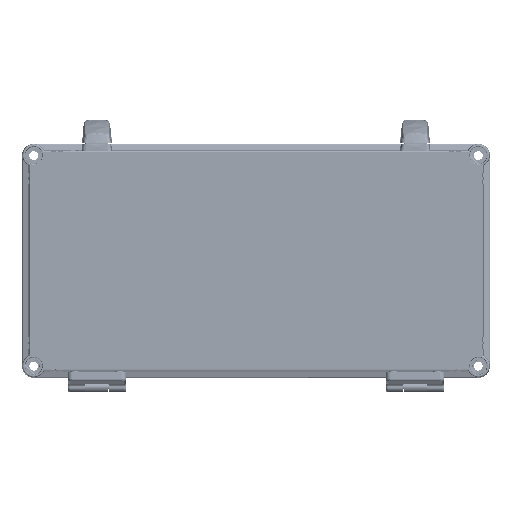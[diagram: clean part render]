
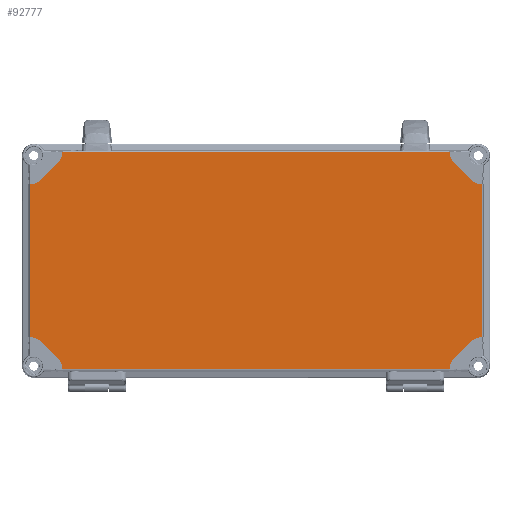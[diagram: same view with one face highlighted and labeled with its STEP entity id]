
A CAD part, top view. The second image highlights one B-rep face of the part: STEP entity #92777.
In plain terms, the highlighted planar face has unit normal (0, 0, 1).
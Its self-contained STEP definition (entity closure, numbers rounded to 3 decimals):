
#78564=CARTESIAN_POINT('',(-179.346,-93.3,30.));
#78565=DIRECTION('',(0.,0.,1.));
#78566=DIRECTION('',(0.999,0.032,0.));
#78567=AXIS2_PLACEMENT_3D('',#78564,#78565,#78566);
#78572=DIRECTION('',(-0.707,0.707,0.));
#78573=VECTOR('',#78572,19.734);
#78574=CARTESIAN_POINT('',(-169.447,-83.401,30.));
#78575=LINE('',#78574,#78573);
#78579=CARTESIAN_POINT('',(-193.3,-79.346,30.));
#78580=DIRECTION('',(0.,0.,1.));
#78581=DIRECTION('',(0.707,0.707,0.));
#78582=AXIS2_PLACEMENT_3D('',#78579,#78580,#78581);
#78587=CARTESIAN_POINT('',(-193.3,79.346,30.));
#78588=DIRECTION('',(0.,0.,1.));
#78589=DIRECTION('',(0.032,-0.999,0.));
#78590=AXIS2_PLACEMENT_3D('',#78587,#78588,#78589);
#78595=DIRECTION('',(0.707,0.707,0.));
#78596=VECTOR('',#78595,19.734);
#78597=CARTESIAN_POINT('',(-183.401,69.447,30.));
#78598=LINE('',#78597,#78596);
#78602=CARTESIAN_POINT('',(-179.346,93.3,30.));
#78603=DIRECTION('',(0.,0.,1.));
#78604=DIRECTION('',(0.707,-0.707,0.));
#78605=AXIS2_PLACEMENT_3D('',#78602,#78603,#78604);
#78610=DIRECTION('',(1.,0.,0.));
#78611=VECTOR('',#78610,330.707);
#78612=CARTESIAN_POINT('',(-165.353,92.851,30.));
#78613=LINE('',#78612,#78611);
#78617=CARTESIAN_POINT('',(179.346,93.3,30.));
#78618=DIRECTION('',(0.,0.,1.));
#78619=DIRECTION('',(-0.999,-0.032,0.));
#78620=AXIS2_PLACEMENT_3D('',#78617,#78618,#78619);
#78625=DIRECTION('',(0.707,-0.707,0.));
#78626=VECTOR('',#78625,19.734);
#78627=CARTESIAN_POINT('',(169.447,83.401,30.));
#78628=LINE('',#78627,#78626);
#78632=CARTESIAN_POINT('',(193.3,79.346,30.));
#78633=DIRECTION('',(0.,0.,1.));
#78634=DIRECTION('',(-0.707,-0.707,0.));
#78635=AXIS2_PLACEMENT_3D('',#78632,#78633,#78634);
#78640=CARTESIAN_POINT('',(193.3,-79.346,30.));
#78641=DIRECTION('',(0.,0.,1.));
#78642=DIRECTION('',(-0.032,0.999,0.));
#78643=AXIS2_PLACEMENT_3D('',#78640,#78641,#78642);
#78648=DIRECTION('',(-0.707,-0.707,0.));
#78649=VECTOR('',#78648,19.734);
#78650=CARTESIAN_POINT('',(183.401,-69.447,30.));
#78651=LINE('',#78650,#78649);
#78655=CARTESIAN_POINT('',(179.346,-93.3,30.));
#78656=DIRECTION('',(0.,0.,1.));
#78657=DIRECTION('',(-0.707,0.707,0.));
#78658=AXIS2_PLACEMENT_3D('',#78655,#78656,#78657);
#82014=DIRECTION('',(1.,0.,0.));
#82015=VECTOR('',#82014,330.707);
#82016=CARTESIAN_POINT('',(-165.353,-92.851,30.));
#82017=LINE('',#82016,#82015);
#82021=CARTESIAN_POINT('',(165.353,-92.851,30.));
#82052=CARTESIAN_POINT('',(-165.353,-92.851,30.));
#82078=DIRECTION('',(0.,1.,0.));
#82079=VECTOR('',#82078,130.707);
#82080=CARTESIAN_POINT('',(192.851,-65.353,30.));
#82081=LINE('',#82080,#82079);
#82149=CARTESIAN_POINT('',(-165.353,92.851,30.));
#82187=CARTESIAN_POINT('',(165.353,92.851,30.));
#82213=DIRECTION('',(0.,-1.,0.));
#82214=VECTOR('',#82213,130.707);
#82215=CARTESIAN_POINT('',(-192.851,65.353,30.));
#82216=LINE('',#82215,#82214);
#89155=CARTESIAN_POINT('',(169.447,83.401,30.));
#89156=CARTESIAN_POINT('',(183.401,69.447,30.));
#89157=VERTEX_POINT('',#89155);
#89158=VERTEX_POINT('',#89156);
#89175=CARTESIAN_POINT('',(-183.401,69.447,30.));
#89176=CARTESIAN_POINT('',(-169.447,83.401,30.));
#89177=VERTEX_POINT('',#89175);
#89178=VERTEX_POINT('',#89176);
#89191=CARTESIAN_POINT('',(183.401,-69.447,30.));
#89192=CARTESIAN_POINT('',(169.447,-83.401,30.));
#89193=VERTEX_POINT('',#89191);
#89194=VERTEX_POINT('',#89192);
#89203=CARTESIAN_POINT('',(-169.447,-83.401,30.));
#89204=CARTESIAN_POINT('',(-183.401,-69.447,30.));
#89205=VERTEX_POINT('',#89203);
#89206=VERTEX_POINT('',#89204);
#89513=VERTEX_POINT('',#82187);
#89525=CARTESIAN_POINT('',(192.851,-65.353,30.));
#89526=CARTESIAN_POINT('',(192.851,65.353,30.));
#89527=VERTEX_POINT('',#89525);
#89528=VERTEX_POINT('',#89526);
#89536=VERTEX_POINT('',#82149);
#89581=CARTESIAN_POINT('',(-192.851,65.353,30.));
#89582=CARTESIAN_POINT('',(-192.851,-65.353,30.));
#89583=VERTEX_POINT('',#89581);
#89584=VERTEX_POINT('',#89582);
#89637=VERTEX_POINT('',#82052);
#89638=VERTEX_POINT('',#82021);
#92738=CARTESIAN_POINT('',(0.,0.,30.));
#92739=DIRECTION('',(0.,0.,1.));
#92740=DIRECTION('',(1.,0.,0.));
#92741=AXIS2_PLACEMENT_3D('',#92738,#92739,#92740);
#92742=PLANE('',#92741);
#92744=ORIENTED_EDGE('',*,*,#92743,.F.);
#92746=ORIENTED_EDGE('',*,*,#92745,.T.);
#92748=ORIENTED_EDGE('',*,*,#92747,.T.);
#92750=ORIENTED_EDGE('',*,*,#92749,.T.);
#92752=ORIENTED_EDGE('',*,*,#92751,.F.);
#92754=ORIENTED_EDGE('',*,*,#92753,.T.);
#92756=ORIENTED_EDGE('',*,*,#92755,.T.);
#92758=ORIENTED_EDGE('',*,*,#92757,.T.);
#92760=ORIENTED_EDGE('',*,*,#92759,.T.);
#92762=ORIENTED_EDGE('',*,*,#92761,.T.);
#92764=ORIENTED_EDGE('',*,*,#92763,.T.);
#92766=ORIENTED_EDGE('',*,*,#92765,.T.);
#92768=ORIENTED_EDGE('',*,*,#92767,.F.);
#92770=ORIENTED_EDGE('',*,*,#92769,.T.);
#92772=ORIENTED_EDGE('',*,*,#92771,.T.);
#92774=ORIENTED_EDGE('',*,*,#92773,.T.);
#92775=EDGE_LOOP('',(#92744,#92746,#92748,#92750,#92752,#92754,#92756,#92758,
#92760,#92762,#92764,#92766,#92768,#92770,#92772,#92774));
#92776=FACE_OUTER_BOUND('',#92775,.F.);
#92777=ADVANCED_FACE('',(#92776),#92742,.T.);
#78568=CIRCLE('',#78567,14.);
#78583=CIRCLE('',#78582,14.);
#78591=CIRCLE('',#78590,14.);
#78606=CIRCLE('',#78605,14.);
#78621=CIRCLE('',#78620,14.);
#78636=CIRCLE('',#78635,14.);
#78644=CIRCLE('',#78643,14.);
#78659=CIRCLE('',#78658,14.);
#92743=EDGE_CURVE('',#89637,#89638,#82017,.T.);
#92745=EDGE_CURVE('',#89637,#89205,#78568,.T.);
#92747=EDGE_CURVE('',#89205,#89206,#78575,.T.);
#92749=EDGE_CURVE('',#89206,#89584,#78583,.T.);
#92751=EDGE_CURVE('',#89583,#89584,#82216,.T.);
#92753=EDGE_CURVE('',#89583,#89177,#78591,.T.);
#92755=EDGE_CURVE('',#89177,#89178,#78598,.T.);
#92757=EDGE_CURVE('',#89178,#89536,#78606,.T.);
#92759=EDGE_CURVE('',#89536,#89513,#78613,.T.);
#92761=EDGE_CURVE('',#89513,#89157,#78621,.T.);
#92763=EDGE_CURVE('',#89157,#89158,#78628,.T.);
#92765=EDGE_CURVE('',#89158,#89528,#78636,.T.);
#92767=EDGE_CURVE('',#89527,#89528,#82081,.T.);
#92769=EDGE_CURVE('',#89527,#89193,#78644,.T.);
#92771=EDGE_CURVE('',#89193,#89194,#78651,.T.);
#92773=EDGE_CURVE('',#89194,#89638,#78659,.T.);
